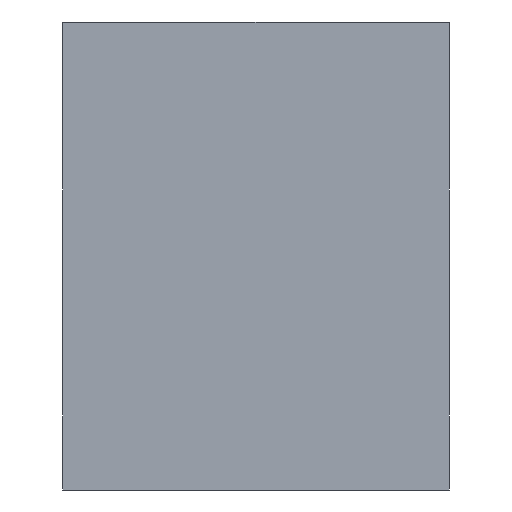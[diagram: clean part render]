
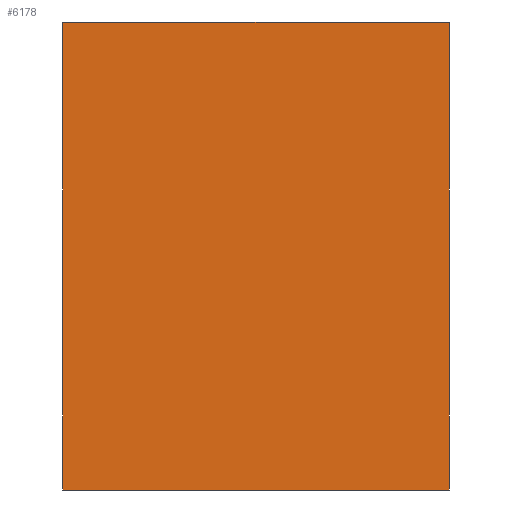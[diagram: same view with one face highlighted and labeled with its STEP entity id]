
A CAD part, front view. The second image highlights one B-rep face of the part: STEP entity #6178.
In plain terms, the highlighted planar face has unit normal (0, -1, 0).
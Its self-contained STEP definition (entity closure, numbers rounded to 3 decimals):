
#58 = AXIS2_PLACEMENT_3D ( 'NONE', #2984, #2892, #857 ) ;
#408 = LINE ( 'NONE', #6809, #3937 ) ;
#452 = EDGE_LOOP ( 'NONE', ( #4809, #5023, #7697, #4978 ) ) ;
#699 = DIRECTION ( 'NONE',  ( 1., 0., 0. ) ) ;
#857 = DIRECTION ( 'NONE',  ( 0., 0., 1. ) ) ;
#865 = CARTESIAN_POINT ( 'NONE',  ( 1.65, 0., 2. ) ) ;
#873 = VERTEX_POINT ( 'NONE', #4503 ) ;
#1217 = LINE ( 'NONE', #2003, #4902 ) ;
#1393 = VERTEX_POINT ( 'NONE', #865 ) ;
#1880 = VERTEX_POINT ( 'NONE', #4994 ) ;
#2003 = CARTESIAN_POINT ( 'NONE',  ( -1.65, 0., -2. ) ) ;
#2225 = LINE ( 'NONE', #5807, #8224 ) ;
#2311 = VERTEX_POINT ( 'NONE', #7274 ) ;
#2419 = EDGE_CURVE ( 'NONE', #873, #1880, #1217, .T. ) ;
#2892 = DIRECTION ( 'NONE',  ( 0., 1., 0. ) ) ;
#2984 = CARTESIAN_POINT ( 'NONE',  ( 0., 0., 0. ) ) ;
#3627 = VECTOR ( 'NONE', #699, 1000. ) ;
#3937 = VECTOR ( 'NONE', #4588, 1000. ) ;
#4139 = PLANE ( 'NONE',  #58 ) ;
#4503 = CARTESIAN_POINT ( 'NONE',  ( -1.65, 0., -2. ) ) ;
#4588 = DIRECTION ( 'NONE',  ( 0., 0., -1. ) ) ;
#4809 = ORIENTED_EDGE ( 'NONE', *, *, #8002, .F. ) ;
#4837 = CARTESIAN_POINT ( 'NONE',  ( -1.65, 0., 2. ) ) ;
#4902 = VECTOR ( 'NONE', #6742, 1000. ) ;
#4978 = ORIENTED_EDGE ( 'NONE', *, *, #5049, .F. ) ;
#4994 = CARTESIAN_POINT ( 'NONE',  ( -1.65, 0., 2. ) ) ;
#5023 = ORIENTED_EDGE ( 'NONE', *, *, #7573, .F. ) ;
#5049 = EDGE_CURVE ( 'NONE', #2311, #873, #2225, .T. ) ;
#5175 = DIRECTION ( 'NONE',  ( -1., 0., 0. ) ) ;
#5807 = CARTESIAN_POINT ( 'NONE',  ( -1.65, 0., -2. ) ) ;
#6178 = ADVANCED_FACE ( 'NONE', ( #7615 ), #4139, .F. ) ;
#6742 = DIRECTION ( 'NONE',  ( 0., 0., 1. ) ) ;
#6809 = CARTESIAN_POINT ( 'NONE',  ( 1.65, 0., -2. ) ) ;
#7274 = CARTESIAN_POINT ( 'NONE',  ( 1.65, 0., -2. ) ) ;
#7573 = EDGE_CURVE ( 'NONE', #1880, #1393, #9003, .T. ) ;
#7615 = FACE_OUTER_BOUND ( 'NONE', #452, .T. ) ;
#7697 = ORIENTED_EDGE ( 'NONE', *, *, #2419, .F. ) ;
#8002 = EDGE_CURVE ( 'NONE', #1393, #2311, #408, .T. ) ;
#8224 = VECTOR ( 'NONE', #5175, 1000. ) ;
#9003 = LINE ( 'NONE', #4837, #3627 ) ;
